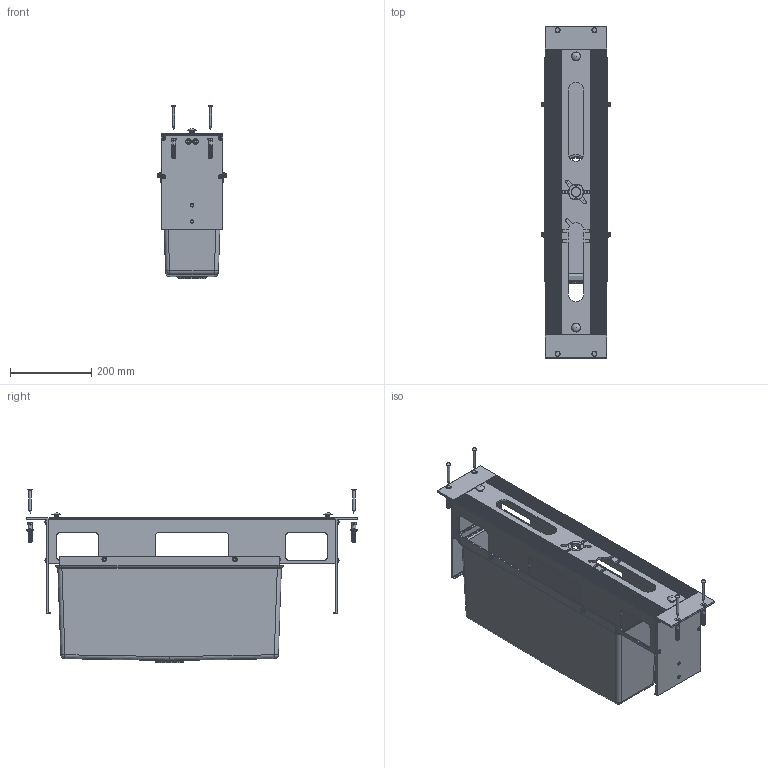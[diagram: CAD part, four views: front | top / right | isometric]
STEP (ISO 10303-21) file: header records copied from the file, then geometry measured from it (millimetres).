
FILE_DESCRIPTION(/* description */ ('Unknown'),/* implementation_level */ '2;1');
FILE_NAME(/* name */ '29037000d',/* time_stamp */ '2022-09-07T08:03:46+02:00',/* author */ ('Unknown'),/* organization */ ('GROHE AG'),/* preprocessor_version */ 'ST-DEVELOPER v16.7',/* originating_system */ 'DEX',/* authorisation */ $);
FILE_SCHEMA (('AUTOMOTIVE_DESIGN {1 0 10303 214 3 1 1}'));
Products named in the file (3): 29037000d; id63
Assembly tree (2 placements, depth 2):
  29037000d
    29037000d
    id63
Bounding box: 167.65 x 815 x 425 mm (x, y, z)
Volume: 6599 mm3; surface area: 1614718 mm2
Topology: 4 solids, 138 shells, 1487 faces, 5190 edges, 3711 vertices
Faces by surface type: plane 901, cylinder 397, cone 99, bspline 48, torus 27, sphere 15
Full cylindrical faces by diameter (mm): 3 x2, 4.5 x6, 4.917 x4, 6 x10, 6.647 x4, 7 x4, 8 x4, 9.5 x8, 10 x8, 11 x6, 12 x11, 22 x1, 55 x1
Entity records: 63899 total; most frequent: CARTESIAN_POINT 19941, DIRECTION 8440, ORIENTED_EDGE 7907, EDGE_CURVE 4903, VERTEX_POINT 3611, AXIS2_PLACEMENT_3D 2910, LINE 2620, VECTOR 2620
